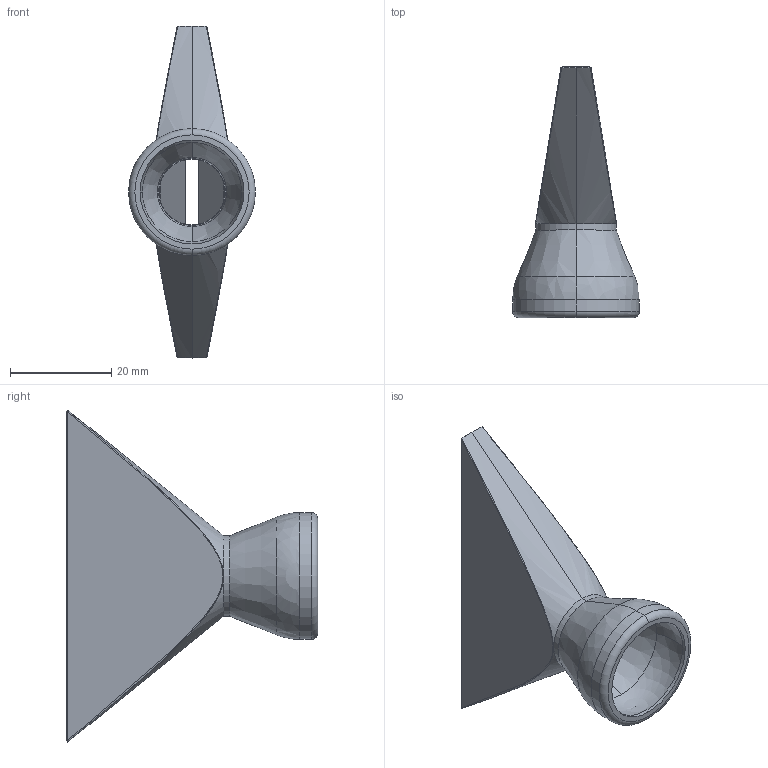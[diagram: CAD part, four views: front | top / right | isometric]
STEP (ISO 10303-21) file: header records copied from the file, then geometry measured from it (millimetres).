
FILE_DESCRIPTION (( 'STEP AP203' ), '1' );
FILE_NAME ('2-5 Inch Flare Nozzle.STEP', '2005-02-05T00:04:06', ( 'mark lockwood' ), ( 'lockwood products inc.' ), 'SwSTEP 2.0', 'SolidWorks 2004146', '' );
FILE_SCHEMA (( 'CONFIG_CONTROL_DESIGN' ));
Length unit declared in the file: inch
Products named in the file (1): 2-5 Inch Flare Nozzle
Bounding box: 25.05 x 49.64 x 65.6 mm (x, y, z)
Volume: 7117.9 mm3; surface area: 8920.6 mm2
Topology: 1 solids, 1 shells, 43 faces, 108 edges, 64 vertices
Faces by surface type: cone 14, plane 9, cylinder 8, torus 6, sphere 4, bspline 2
Entity records: 5071 total; most frequent: CARTESIAN_POINT 4020, DIRECTION 216, ORIENTED_EDGE 198, EDGE_CURVE 99, AXIS2_PLACEMENT_3D 97, VERTEX_POINT 59, CIRCLE 55, EDGE_LOOP 46
